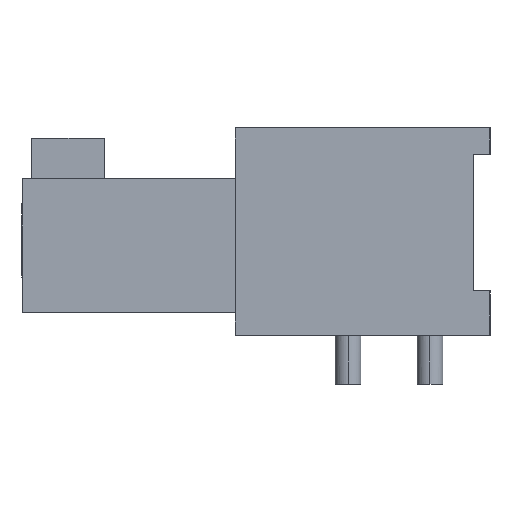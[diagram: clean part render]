
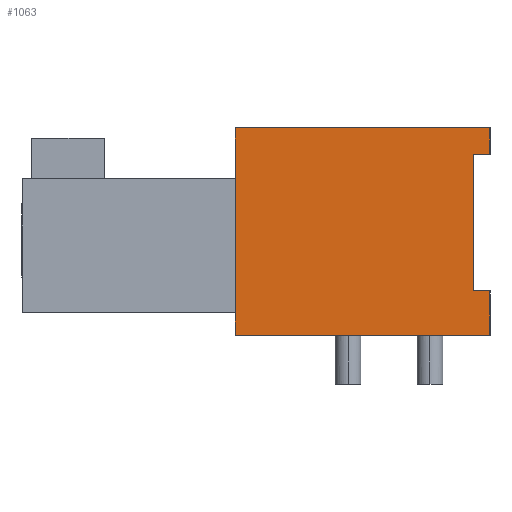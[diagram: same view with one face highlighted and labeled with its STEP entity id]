
A CAD part, left-side view. The second image highlights one B-rep face of the part: STEP entity #1063.
In plain terms, the highlighted planar face has unit normal (-1, 0, 0).
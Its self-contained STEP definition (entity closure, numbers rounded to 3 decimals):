
#1007=AXIS2_PLACEMENT_3D('Plane Axis2P3D',#1004,#1005,#1006) ;
#150=CARTESIAN_POINT('Vertex',(0.,7.9,1.5)) ;
#153=CARTESIAN_POINT('Line Origine',(0.,7.9,1.575)) ;
#157=CARTESIAN_POINT('Vertex',(0.,7.9,1.65)) ;
#160=CARTESIAN_POINT('Line Origine',(0.,7.9,4.45)) ;
#164=CARTESIAN_POINT('Vertex',(0.,7.9,7.25)) ;
#167=CARTESIAN_POINT('Line Origine',(0.,7.9,7.6)) ;
#171=CARTESIAN_POINT('Vertex',(0.,7.9,7.95)) ;
#731=CARTESIAN_POINT('Vertex',(0.,0.,2.893)) ;
#734=CARTESIAN_POINT('Line Origine',(0.,0.,2.271)) ;
#738=CARTESIAN_POINT('Vertex',(0.,0.,1.65)) ;
#741=CARTESIAN_POINT('Line Origine',(0.,0.,1.575)) ;
#745=CARTESIAN_POINT('Vertex',(0.,0.,1.5)) ;
#991=CARTESIAN_POINT('Line Origine',(0.,3.95,1.5)) ;
#1004=CARTESIAN_POINT('Axis2P3D Location',(0.,7.9,4.45)) ;
#1009=CARTESIAN_POINT('Line Origine',(0.,0.,7.6)) ;
#1013=CARTESIAN_POINT('Vertex',(0.,0.,7.95)) ;
#1015=CARTESIAN_POINT('Vertex',(0.,0.,7.25)) ;
#1018=CARTESIAN_POINT('Line Origine',(0.,3.95,7.95)) ;
#1023=CARTESIAN_POINT('Line Origine',(0.,0.25,2.893)) ;
#1027=CARTESIAN_POINT('Vertex',(0.,0.5,2.893)) ;
#1030=CARTESIAN_POINT('Line Origine',(0.,0.5,5.001)) ;
#1034=CARTESIAN_POINT('Vertex',(0.,0.5,7.11)) ;
#1037=CARTESIAN_POINT('Line Origine',(0.,0.25,7.11)) ;
#1041=CARTESIAN_POINT('Vertex',(0.,0.,7.11)) ;
#1044=CARTESIAN_POINT('Line Origine',(0.,0.,7.18)) ;
#154=DIRECTION('Vector Direction',(0.,0.,-1.)) ;
#161=DIRECTION('Vector Direction',(0.,0.,-1.)) ;
#168=DIRECTION('Vector Direction',(0.,0.,-1.)) ;
#735=DIRECTION('Vector Direction',(0.,0.,-1.)) ;
#742=DIRECTION('Vector Direction',(0.,0.,-1.)) ;
#992=DIRECTION('Vector Direction',(0.,-1.,0.)) ;
#1005=DIRECTION('Axis2P3D Direction',(-1.,0.,0.)) ;
#1006=DIRECTION('Axis2P3D XDirection',(0.,0.,-1.)) ;
#1010=DIRECTION('Vector Direction',(0.,0.,-1.)) ;
#1019=DIRECTION('Vector Direction',(0.,-1.,0.)) ;
#1024=DIRECTION('Vector Direction',(0.,-1.,0.)) ;
#1031=DIRECTION('Vector Direction',(0.,0.,-1.)) ;
#1038=DIRECTION('Vector Direction',(0.,-1.,0.)) ;
#1045=DIRECTION('Vector Direction',(0.,0.,-1.)) ;
#155=VECTOR('Line Direction',#154,1.) ;
#162=VECTOR('Line Direction',#161,1.) ;
#169=VECTOR('Line Direction',#168,1.) ;
#736=VECTOR('Line Direction',#735,1.) ;
#743=VECTOR('Line Direction',#742,1.) ;
#993=VECTOR('Line Direction',#992,1.) ;
#1011=VECTOR('Line Direction',#1010,1.) ;
#1020=VECTOR('Line Direction',#1019,1.) ;
#1025=VECTOR('Line Direction',#1024,1.) ;
#1032=VECTOR('Line Direction',#1031,1.) ;
#1039=VECTOR('Line Direction',#1038,1.) ;
#1046=VECTOR('Line Direction',#1045,1.) ;
#1050=ORIENTED_EDGE('',*,*,#1017,.F.) ;
#1051=ORIENTED_EDGE('',*,*,#1022,.F.) ;
#1052=ORIENTED_EDGE('',*,*,#173,.F.) ;
#1053=ORIENTED_EDGE('',*,*,#166,.T.) ;
#1054=ORIENTED_EDGE('',*,*,#159,.F.) ;
#1055=ORIENTED_EDGE('',*,*,#995,.T.) ;
#1056=ORIENTED_EDGE('',*,*,#747,.F.) ;
#1057=ORIENTED_EDGE('',*,*,#740,.F.) ;
#1058=ORIENTED_EDGE('',*,*,#1029,.F.) ;
#1059=ORIENTED_EDGE('',*,*,#1036,.F.) ;
#1060=ORIENTED_EDGE('',*,*,#1043,.F.) ;
#1061=ORIENTED_EDGE('',*,*,#1048,.F.) ;
#1063=ADVANCED_FACE('HOUSING',(#1062),#1008,.T.) ;
#159=EDGE_CURVE('',#151,#158,#156,.F.) ;
#166=EDGE_CURVE('',#165,#158,#163,.T.) ;
#173=EDGE_CURVE('',#165,#172,#170,.F.) ;
#740=EDGE_CURVE('',#732,#739,#737,.T.) ;
#747=EDGE_CURVE('',#739,#746,#744,.T.) ;
#995=EDGE_CURVE('',#151,#746,#994,.T.) ;
#1017=EDGE_CURVE('',#1014,#1016,#1012,.T.) ;
#1022=EDGE_CURVE('',#172,#1014,#1021,.T.) ;
#1029=EDGE_CURVE('',#1028,#732,#1026,.T.) ;
#1036=EDGE_CURVE('',#1035,#1028,#1033,.T.) ;
#1043=EDGE_CURVE('',#1042,#1035,#1040,.F.) ;
#1048=EDGE_CURVE('',#1016,#1042,#1047,.T.) ;
#1049=EDGE_LOOP('',(#1050,#1051,#1052,#1053,#1054,#1055,#1056,#1057,#1058,#1059,#1060,#1061)) ;
#1062=FACE_OUTER_BOUND('',#1049,.T.) ;
#156=LINE('Line',#153,#155) ;
#163=LINE('Line',#160,#162) ;
#170=LINE('Line',#167,#169) ;
#737=LINE('Line',#734,#736) ;
#744=LINE('Line',#741,#743) ;
#994=LINE('Line',#991,#993) ;
#1012=LINE('Line',#1009,#1011) ;
#1021=LINE('Line',#1018,#1020) ;
#1026=LINE('Line',#1023,#1025) ;
#1033=LINE('Line',#1030,#1032) ;
#1040=LINE('Line',#1037,#1039) ;
#1047=LINE('Line',#1044,#1046) ;
#1008=PLANE('',#1007) ;
#151=VERTEX_POINT('',#150) ;
#158=VERTEX_POINT('',#157) ;
#165=VERTEX_POINT('',#164) ;
#172=VERTEX_POINT('',#171) ;
#732=VERTEX_POINT('',#731) ;
#739=VERTEX_POINT('',#738) ;
#746=VERTEX_POINT('',#745) ;
#1014=VERTEX_POINT('',#1013) ;
#1016=VERTEX_POINT('',#1015) ;
#1028=VERTEX_POINT('',#1027) ;
#1035=VERTEX_POINT('',#1034) ;
#1042=VERTEX_POINT('',#1041) ;
